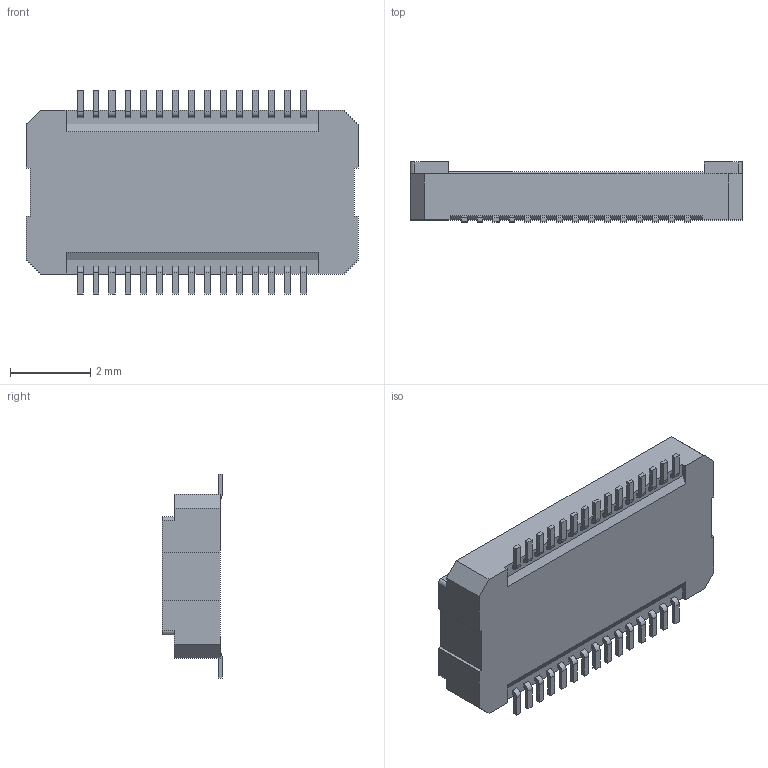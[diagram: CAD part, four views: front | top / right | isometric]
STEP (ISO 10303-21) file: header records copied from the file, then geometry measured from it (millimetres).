
FILE_DESCRIPTION(('CoCreate Modeling STEP Export'),'2;1');
FILE_NAME('BT0406H-30XXX.stp','2021-10-30T13:56:16',(''),(''),'CoCreate Modeling STEP processor for AP214 (Solid Model)','CoCreate Modeling 16.00 13-May-2008 (C) Parametric Technology GmbH','');
FILE_SCHEMA(('AUTOMOTIVE_DESIGN { 1 0 10303 214 1 1 1 1 }'));
Length unit declared in the file: millimetre
Products named in the file (3): BT0406H-30XXX; BT0406H-30
Assembly tree (2 placements, depth 2):
  BT0406H-30XXX
    BT0406H-30
    BT0406H-30XXX
Bounding box: 8.3 x 1.5 x 5.1 mm (x, y, z)
Volume: 29 mm3; surface area: 144.6 mm2
Topology: 1 solids, 1 shells, 1187 faces, 3318 edges, 2368 vertices
Faces by surface type: plane 599, cylinder 348, cone 240
Entity records: 37478 total; most frequent: CARTESIAN_POINT 7587, ORIENTED_EDGE 6236, DIRECTION 6018, EDGE_CURVE 3118, VECTOR 2336, LINE 2336, VERTEX_POINT 1968, AXIS2_PLACEMENT_3D 1841
